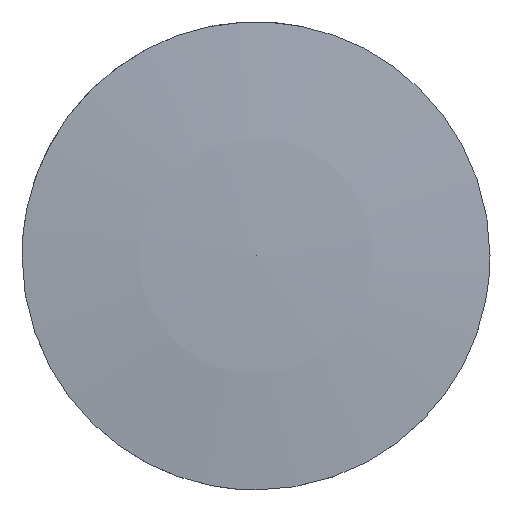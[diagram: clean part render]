
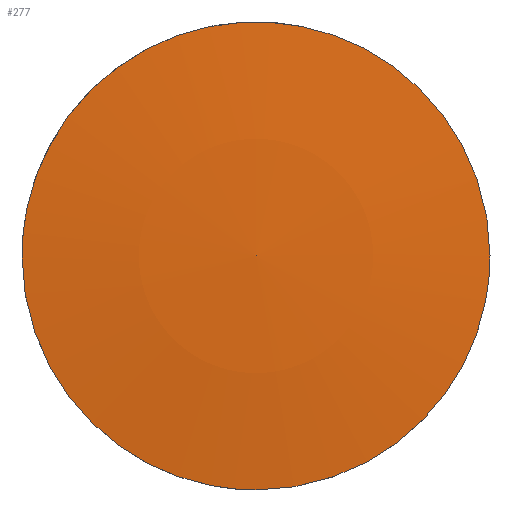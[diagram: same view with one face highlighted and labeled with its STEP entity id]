
A CAD part, top view. The second image highlights one B-rep face of the part: STEP entity #277.
In plain terms, the highlighted spherical face has radius 200 mm.
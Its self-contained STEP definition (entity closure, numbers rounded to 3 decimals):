
#11 = CARTESIAN_POINT ( 'NONE',  ( -20., 0., 14.497 ) ) ;
#17 =( BOUNDED_CURVE ( )  B_SPLINE_CURVE ( 2, ( #11, #646, #283, #126, #358 ),
 .UNSPECIFIED., .F., .T. ) 
 B_SPLINE_CURVE_WITH_KNOTS ( ( 3, 2, 3 ),
 ( 3.142, 4.712, 6.283 ),
 .UNSPECIFIED. ) 
 CURVE ( )  GEOMETRIC_REPRESENTATION_ITEM ( )  RATIONAL_B_SPLINE_CURVE ( ( 1., 0.707, 1., 0.707, 1. ) ) 
 REPRESENTATION_ITEM ( '' )  );
#34 = DIRECTION ( 'NONE',  ( 0., 0., 1. ) ) ;
#116 = CARTESIAN_POINT ( 'NONE',  ( -20., 20., 14.497 ) ) ;
#126 = CARTESIAN_POINT ( 'NONE',  ( 20., -20., 14.497 ) ) ;
#147 = DIRECTION ( 'NONE',  ( 0., -1., 0. ) ) ;
#151 = CARTESIAN_POINT ( 'NONE',  ( -20., 0., 14.497 ) ) ;
#184 = CARTESIAN_POINT ( 'NONE',  ( -20., 0., 14.497 ) ) ;
#187 = VERTEX_POINT ( 'NONE', #386 ) ;
#203 = FACE_OUTER_BOUND ( 'NONE', #708, .T. ) ;
#224 = CARTESIAN_POINT ( 'NONE',  ( 0., 20., 14.497 ) ) ;
#277 = ADVANCED_FACE ( 'NONE', ( #203 ), #448, .T. ) ;
#283 = CARTESIAN_POINT ( 'NONE',  ( 0., -20., 14.497 ) ) ;
#305 = VERTEX_POINT ( 'NONE', #151 ) ;
#358 = CARTESIAN_POINT ( 'NONE',  ( 20., 0., 14.497 ) ) ;
#386 = CARTESIAN_POINT ( 'NONE',  ( 20., 0., 14.497 ) ) ;
#416 = CARTESIAN_POINT ( 'NONE',  ( 20., 20., 14.497 ) ) ;
#421 = ORIENTED_EDGE ( 'NONE', *, *, #459, .T. ) ;
#448 = SPHERICAL_SURFACE ( 'NONE', #596, 200. ) ;
#459 = EDGE_CURVE ( 'NONE', #187, #305, #530, .T. ) ;
#475 = EDGE_CURVE ( 'NONE', #305, #187, #17, .T. ) ;
#479 = ORIENTED_EDGE ( 'NONE', *, *, #475, .T. ) ;
#530 =( BOUNDED_CURVE ( )  B_SPLINE_CURVE ( 2, ( #635, #416, #224, #116, #184 ),
 .UNSPECIFIED., .F., .T. ) 
 B_SPLINE_CURVE_WITH_KNOTS ( ( 3, 2, 3 ),
 ( 0., 1.571, 3.142 ),
 .UNSPECIFIED. ) 
 CURVE ( )  GEOMETRIC_REPRESENTATION_ITEM ( )  RATIONAL_B_SPLINE_CURVE ( ( 1., 0.707, 1., 0.707, 1. ) ) 
 REPRESENTATION_ITEM ( '' )  );
#555 = CARTESIAN_POINT ( 'NONE',  ( 0., 0., -184.5 ) ) ;
#596 = AXIS2_PLACEMENT_3D ( 'NONE', #555, #34, #147 ) ;
#635 = CARTESIAN_POINT ( 'NONE',  ( 20., 0., 14.497 ) ) ;
#646 = CARTESIAN_POINT ( 'NONE',  ( -20., -20., 14.497 ) ) ;
#708 = EDGE_LOOP ( 'NONE', ( #421, #479 ) ) ;
